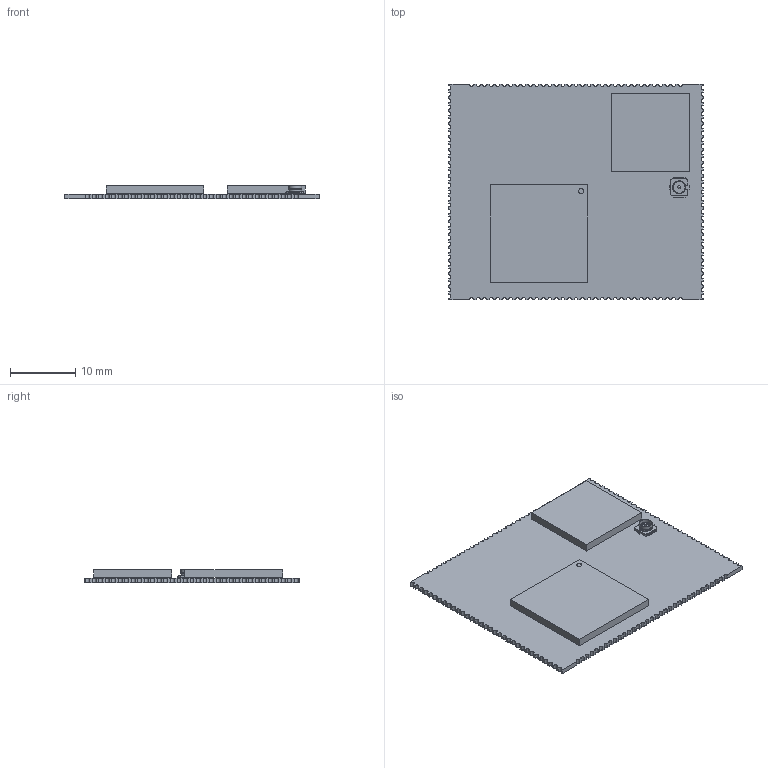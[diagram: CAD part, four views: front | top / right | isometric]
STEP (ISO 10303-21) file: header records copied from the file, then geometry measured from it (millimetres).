
FILE_DESCRIPTION(('FreeCAD Model'),'2;1');
FILE_NAME('Open CASCADE Shape Model','2025-11-17T01:45:29',(''),(''), 'Open CASCADE STEP processor 7.8','FreeCAD','Unknown');
FILE_SCHEMA(('AUTOMOTIVE_DESIGN { 1 0 10303 214 1 1 1 1 }'));
Length unit declared in the file: millimetre
Products named in the file (5): test_cm0 001; U.FL_Hirose_U.FL-R-SMT-1_Vertical001; kicad_embedded_0CBE8024A9AB6BAF11A254C6119C7189; test_cm0_PCB; Cube
Assembly tree (4 placements, depth 2):
  test_cm0 001
    U.FL_Hirose_U.FL-R-SMT-1_Vertical001
    kicad_embedded_0CBE8024A9AB6BAF11A254C6119C7189
    test_cm0_PCB
    Cube
Bounding box: 39 x 33 x 2.04 mm (x, y, z)
Volume: 1346.4 mm3; surface area: 3569.7 mm2
Topology: 4 solids, 4 shells, 363 faces, 1047 edges, 694 vertices
Faces by surface type: plane 184, cylinder 175, cone 3, sphere 1
Full cylindrical faces by diameter (mm): 0.4 x1, 0.8 x1, 1.8 x1, 1.92 x1, 2 x2
Entity records: 12396 total; most frequent: DIRECTION 2142, CARTESIAN_POINT 2108, ORIENTED_EDGE 2092, EDGE_CURVE 1046, AXIS2_PLACEMENT_3D 728, VERTEX_POINT 694, LINE 686, VECTOR 686
